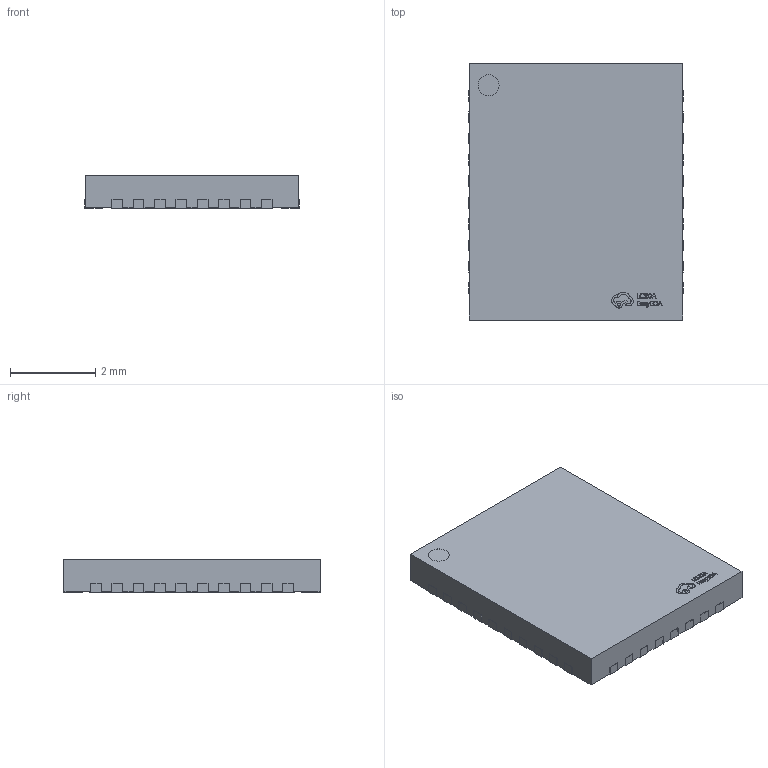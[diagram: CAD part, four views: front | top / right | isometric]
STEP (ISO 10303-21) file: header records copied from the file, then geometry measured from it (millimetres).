
FILE_DESCRIPTION (( 'STEP AP214' ), '1' );
FILE_NAME ('QFN-36_L5.0-W6.0-P0.50-TL-EP.step', '2022-07-15T03:19:31', ( '' ), ( '' ), 'SwSTEP 2.0', 'SolidWorks 2020', '' );
FILE_SCHEMA (( 'AUTOMOTIVE_DESIGN' ));
Length unit declared in the file: millimetre
Products named in the file (1): QFN-36_L5.0-W6.0-P0.50-TL-EP
Bounding box: 5.02 x 6.02 x 0.76 mm (x, y, z)
Volume: 22.7 mm3; surface area: 77.7 mm2
Topology: 14 solids, 14 shells, 534 faces, 1491 edges, 994 vertices
Faces by surface type: plane 370, bspline 112, cylinder 52
Entity records: 24240 total; most frequent: CARTESIAN_POINT 5124, ORIENTED_EDGE 2982, DIRECTION 2213, EDGE_CURVE 1491, VECTOR 1159, LINE 1159, VERTEX_POINT 994, EDGE_LOOP 555
